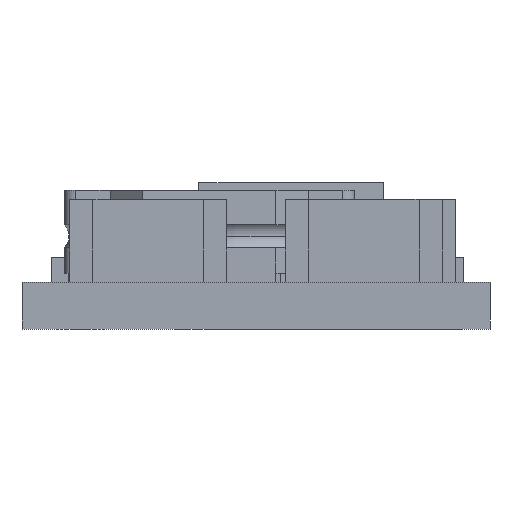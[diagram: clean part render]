
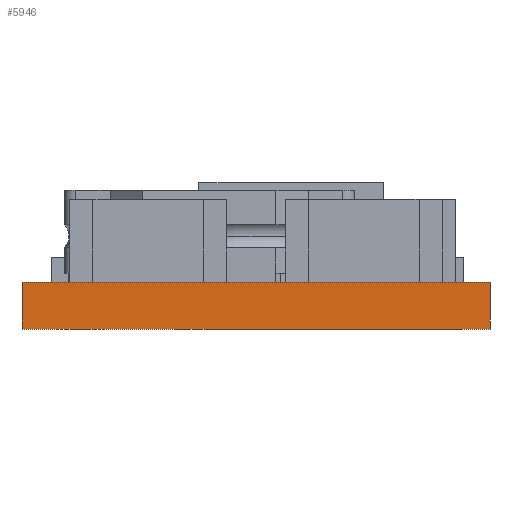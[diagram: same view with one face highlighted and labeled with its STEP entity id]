
A CAD part, front view. The second image highlights one B-rep face of the part: STEP entity #5946.
In plain terms, the highlighted planar face has unit normal (0, -1, 0).
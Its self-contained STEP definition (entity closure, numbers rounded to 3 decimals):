
#1067 = CARTESIAN_POINT ( 'NONE',  ( 0., 0., 1.016 ) ) ;
#1715 = EDGE_CURVE ( 'NONE', #29028, #37472, #9716, .T. ) ;
#2140 = VERTEX_POINT ( 'NONE', #30399 ) ;
#3231 = VECTOR ( 'NONE', #15760, 1000. ) ;
#4018 = LINE ( 'NONE', #1067, #11753 ) ;
#5585 = PLANE ( 'NONE',  #10386 ) ;
#5946 = ADVANCED_FACE ( 'NONE', ( #11273 ), #5585, .F. ) ;
#8258 = CARTESIAN_POINT ( 'NONE',  ( 10.16, 0., 1.016 ) ) ;
#8267 = DIRECTION ( 'NONE',  ( 0., 0., -1. ) ) ;
#9716 = LINE ( 'NONE', #18583, #16022 ) ;
#10386 = AXIS2_PLACEMENT_3D ( 'NONE', #38632, #32787, #35164 ) ;
#10567 = EDGE_CURVE ( 'NONE', #16784, #29028, #4018, .T. ) ;
#10773 = CARTESIAN_POINT ( 'NONE',  ( 0., 0., 1.016 ) ) ;
#10783 = CARTESIAN_POINT ( 'NONE',  ( 10.16, 0., 0. ) ) ;
#11273 = FACE_OUTER_BOUND ( 'NONE', #15263, .T. ) ;
#11753 = VECTOR ( 'NONE', #8267, 1000. ) ;
#15263 = EDGE_LOOP ( 'NONE', ( #25743, #19566, #28302, #17075 ) ) ;
#15760 = DIRECTION ( 'NONE',  ( 1., 0., 0. ) ) ;
#16022 = VECTOR ( 'NONE', #33400, 1000. ) ;
#16784 = VERTEX_POINT ( 'NONE', #10773 ) ;
#17075 = ORIENTED_EDGE ( 'NONE', *, *, #10567, .T. ) ;
#17526 = EDGE_CURVE ( 'NONE', #2140, #37472, #35098, .T. ) ;
#18583 = CARTESIAN_POINT ( 'NONE',  ( 0., 0., 0. ) ) ;
#18736 = LINE ( 'NONE', #37088, #3231 ) ;
#18857 = CARTESIAN_POINT ( 'NONE',  ( 0., 0., 0. ) ) ;
#19566 = ORIENTED_EDGE ( 'NONE', *, *, #17526, .F. ) ;
#20264 = DIRECTION ( 'NONE',  ( 0., 0., -1. ) ) ;
#25743 = ORIENTED_EDGE ( 'NONE', *, *, #1715, .T. ) ;
#28302 = ORIENTED_EDGE ( 'NONE', *, *, #30109, .F. ) ;
#29028 = VERTEX_POINT ( 'NONE', #18857 ) ;
#29964 = VECTOR ( 'NONE', #20264, 1000. ) ;
#30109 = EDGE_CURVE ( 'NONE', #16784, #2140, #18736, .T. ) ;
#30399 = CARTESIAN_POINT ( 'NONE',  ( 10.16, 0., 1.016 ) ) ;
#32787 = DIRECTION ( 'NONE',  ( 0., 1., 0. ) ) ;
#33400 = DIRECTION ( 'NONE',  ( 1., 0., 0. ) ) ;
#35098 = LINE ( 'NONE', #8258, #29964 ) ;
#35164 = DIRECTION ( 'NONE',  ( 0., 0., 1. ) ) ;
#37088 = CARTESIAN_POINT ( 'NONE',  ( 0., 0., 1.016 ) ) ;
#37472 = VERTEX_POINT ( 'NONE', #10783 ) ;
#38632 = CARTESIAN_POINT ( 'NONE',  ( 0., 0., 1.016 ) ) ;
